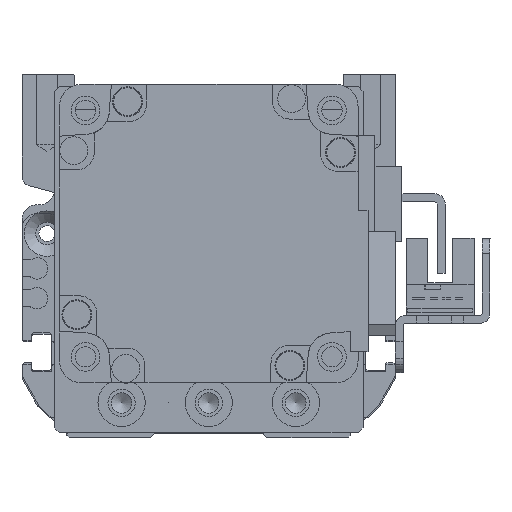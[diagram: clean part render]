
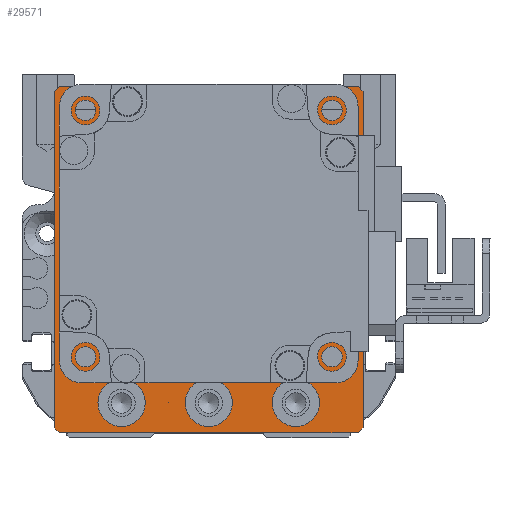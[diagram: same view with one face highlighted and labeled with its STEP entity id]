
A CAD part, left-side view. The second image highlights one B-rep face of the part: STEP entity #29571.
In plain terms, the highlighted face is planar.
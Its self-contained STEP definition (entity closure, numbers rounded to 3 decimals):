
#1110=FACE_BOUND('',#5396,.T.);
#1111=FACE_BOUND('',#5397,.T.);
#1112=FACE_BOUND('',#5398,.T.);
#1113=FACE_BOUND('',#5399,.T.);
#1114=FACE_BOUND('',#5400,.T.);
#1115=FACE_BOUND('',#5401,.T.);
#1116=FACE_BOUND('',#5402,.T.);
#1117=FACE_BOUND('',#5403,.T.);
#1863=PLANE('',#33219);
#3369=FACE_OUTER_BOUND('',#5395,.T.);
#5395=EDGE_LOOP('',(#26221,#26222,#26223,#26224,#26225,#26226,#26227,#26228));
#5396=EDGE_LOOP('',(#26229));
#5397=EDGE_LOOP('',(#26230));
#5398=EDGE_LOOP('',(#26231));
#5399=EDGE_LOOP('',(#26232));
#5400=EDGE_LOOP('',(#26233));
#5401=EDGE_LOOP('',(#26234));
#5402=EDGE_LOOP('',(#26235));
#5403=EDGE_LOOP('',(#26236));
#7707=LINE('',#51074,#10070);
#7710=LINE('',#51079,#10073);
#7712=LINE('',#51083,#10075);
#7714=LINE('',#51087,#10077);
#7716=LINE('',#51092,#10079);
#7718=LINE('',#51095,#10081);
#7719=LINE('',#51097,#10082);
#7720=LINE('',#51098,#10083);
#10070=VECTOR('',#41479,10.);
#10073=VECTOR('',#41484,10.);
#10075=VECTOR('',#41488,10.);
#10077=VECTOR('',#41492,10.);
#10079=VECTOR('',#41496,10.);
#10081=VECTOR('',#41500,10.);
#10082=VECTOR('',#41501,10.);
#10083=VECTOR('',#41502,10.);
#11980=CIRCLE('',#33220,25.);
#11981=CIRCLE('',#33221,2.067);
#11982=CIRCLE('',#33222,2.067);
#11983=CIRCLE('',#33223,2.067);
#11984=CIRCLE('',#33224,2.067);
#11985=CIRCLE('',#33225,4.75);
#11986=CIRCLE('',#33226,4.75);
#11987=CIRCLE('',#33227,4.75);
#14534=VERTEX_POINT('',#51071);
#14535=VERTEX_POINT('',#51073);
#14536=VERTEX_POINT('',#51077);
#14537=VERTEX_POINT('',#51081);
#14538=VERTEX_POINT('',#51085);
#14539=VERTEX_POINT('',#51089);
#14540=VERTEX_POINT('',#51091);
#14541=VERTEX_POINT('',#51096);
#14542=VERTEX_POINT('',#51099);
#14543=VERTEX_POINT('',#51101);
#14544=VERTEX_POINT('',#51103);
#14545=VERTEX_POINT('',#51105);
#14546=VERTEX_POINT('',#51107);
#14547=VERTEX_POINT('',#51109);
#14548=VERTEX_POINT('',#51111);
#14549=VERTEX_POINT('',#51113);
#18499=EDGE_CURVE('',#14534,#14535,#7707,.T.);
#18502=EDGE_CURVE('',#14534,#14536,#7710,.T.);
#18504=EDGE_CURVE('',#14537,#14536,#7712,.T.);
#18506=EDGE_CURVE('',#14537,#14538,#7714,.T.);
#18508=EDGE_CURVE('',#14539,#14540,#7716,.T.);
#18510=EDGE_CURVE('',#14539,#14535,#7718,.T.);
#18511=EDGE_CURVE('',#14541,#14538,#7719,.T.);
#18512=EDGE_CURVE('',#14541,#14540,#7720,.T.);
#18513=EDGE_CURVE('',#14542,#14542,#11980,.T.);
#18514=EDGE_CURVE('',#14543,#14543,#11981,.T.);
#18515=EDGE_CURVE('',#14544,#14544,#11982,.T.);
#18516=EDGE_CURVE('',#14545,#14545,#11983,.T.);
#18517=EDGE_CURVE('',#14546,#14546,#11984,.T.);
#18518=EDGE_CURVE('',#14547,#14547,#11985,.T.);
#18519=EDGE_CURVE('',#14548,#14548,#11986,.T.);
#18520=EDGE_CURVE('',#14549,#14549,#11987,.T.);
#26221=ORIENTED_EDGE('',*,*,#18508,.F.);
#26222=ORIENTED_EDGE('',*,*,#18510,.T.);
#26223=ORIENTED_EDGE('',*,*,#18499,.F.);
#26224=ORIENTED_EDGE('',*,*,#18502,.T.);
#26225=ORIENTED_EDGE('',*,*,#18504,.F.);
#26226=ORIENTED_EDGE('',*,*,#18506,.T.);
#26227=ORIENTED_EDGE('',*,*,#18511,.F.);
#26228=ORIENTED_EDGE('',*,*,#18512,.T.);
#26229=ORIENTED_EDGE('',*,*,#18513,.T.);
#26230=ORIENTED_EDGE('',*,*,#18514,.T.);
#26231=ORIENTED_EDGE('',*,*,#18515,.T.);
#26232=ORIENTED_EDGE('',*,*,#18516,.T.);
#26233=ORIENTED_EDGE('',*,*,#18517,.T.);
#26234=ORIENTED_EDGE('',*,*,#18518,.T.);
#26235=ORIENTED_EDGE('',*,*,#18519,.T.);
#26236=ORIENTED_EDGE('',*,*,#18520,.T.);
#29571=ADVANCED_FACE('',(#3369,#1110,#1111,#1112,#1113,#1114,#1115,#1116,
#1117),#1863,.T.);
#33219=AXIS2_PLACEMENT_3D('',#51094,#41498,#41499);
#33220=AXIS2_PLACEMENT_3D('',#51100,#41503,#41504);
#33221=AXIS2_PLACEMENT_3D('',#51102,#41505,#41506);
#33222=AXIS2_PLACEMENT_3D('',#51104,#41507,#41508);
#33223=AXIS2_PLACEMENT_3D('',#51106,#41509,#41510);
#33224=AXIS2_PLACEMENT_3D('',#51108,#41511,#41512);
#33225=AXIS2_PLACEMENT_3D('',#51110,#41513,#41514);
#33226=AXIS2_PLACEMENT_3D('',#51112,#41515,#41516);
#33227=AXIS2_PLACEMENT_3D('',#51114,#41517,#41518);
#41479=DIRECTION('',(-0.707,-0.707,0.));
#41484=DIRECTION('',(0.,1.,0.));
#41488=DIRECTION('',(0.707,-0.707,0.));
#41492=DIRECTION('',(-1.,0.,0.));
#41496=DIRECTION('',(-0.707,0.707,0.));
#41498=DIRECTION('center_axis',(0.,0.,1.));
#41499=DIRECTION('ref_axis',(1.,0.,0.));
#41500=DIRECTION('',(1.,0.,0.));
#41501=DIRECTION('',(0.707,0.707,0.));
#41502=DIRECTION('',(0.,-1.,0.));
#41503=DIRECTION('center_axis',(0.,0.,-1.));
#41504=DIRECTION('ref_axis',(1.,0.,0.));
#41505=DIRECTION('center_axis',(0.,0.,-1.));
#41506=DIRECTION('ref_axis',(1.,0.,0.));
#41507=DIRECTION('center_axis',(0.,0.,-1.));
#41508=DIRECTION('ref_axis',(1.,0.,0.));
#41509=DIRECTION('center_axis',(0.,0.,-1.));
#41510=DIRECTION('ref_axis',(1.,0.,0.));
#41511=DIRECTION('center_axis',(0.,0.,-1.));
#41512=DIRECTION('ref_axis',(1.,0.,0.));
#41513=DIRECTION('center_axis',(0.,0.,-1.));
#41514=DIRECTION('ref_axis',(1.,0.,0.));
#41515=DIRECTION('center_axis',(0.,0.,-1.));
#41516=DIRECTION('ref_axis',(1.,0.,0.));
#41517=DIRECTION('center_axis',(0.,0.,-1.));
#41518=DIRECTION('ref_axis',(1.,0.,0.));
#51071=CARTESIAN_POINT('',(31.,-33.75,59.));
#51073=CARTESIAN_POINT('',(30.,-34.75,59.));
#51074=CARTESIAN_POINT('',(31.438,-33.313,59.));
#51077=CARTESIAN_POINT('',(31.,33.75,59.));
#51079=CARTESIAN_POINT('',(31.,-34.75,59.));
#51081=CARTESIAN_POINT('',(30.,34.75,59.));
#51083=CARTESIAN_POINT('',(31.438,33.313,59.));
#51085=CARTESIAN_POINT('',(-30.,34.75,59.));
#51087=CARTESIAN_POINT('',(31.,34.75,59.));
#51089=CARTESIAN_POINT('',(-30.,-34.75,59.));
#51091=CARTESIAN_POINT('',(-31.,-33.75,59.));
#51092=CARTESIAN_POINT('',(-31.438,-33.313,59.));
#51094=CARTESIAN_POINT('Origin',(0.,0.,
59.));
#51095=CARTESIAN_POINT('',(-31.,-34.75,59.));
#51096=CARTESIAN_POINT('',(-31.,33.75,59.));
#51097=CARTESIAN_POINT('',(-31.438,33.313,59.));
#51098=CARTESIAN_POINT('',(-31.,34.75,59.));
#51099=CARTESIAN_POINT('',(-25.,5.25,59.));
#51100=CARTESIAN_POINT('Origin',(0.,5.25,59.));
#51101=CARTESIAN_POINT('',(22.682,-19.499,59.));
#51102=CARTESIAN_POINT('Origin',(24.749,-19.499,59.));
#51103=CARTESIAN_POINT('',(22.682,29.999,59.));
#51104=CARTESIAN_POINT('Origin',(24.749,29.999,59.));
#51105=CARTESIAN_POINT('',(-26.816,29.999,59.));
#51106=CARTESIAN_POINT('Origin',(-24.749,29.999,59.));
#51107=CARTESIAN_POINT('',(-26.816,-19.499,59.));
#51108=CARTESIAN_POINT('Origin',(-24.749,-19.499,59.));
#51109=CARTESIAN_POINT('',(12.75,-28.75,59.));
#51110=CARTESIAN_POINT('Origin',(17.5,-28.75,59.));
#51111=CARTESIAN_POINT('',(-4.75,-28.75,59.));
#51112=CARTESIAN_POINT('Origin',(0.,-28.75,59.));
#51113=CARTESIAN_POINT('',(-22.25,-28.75,59.));
#51114=CARTESIAN_POINT('Origin',(-17.5,-28.75,59.));
